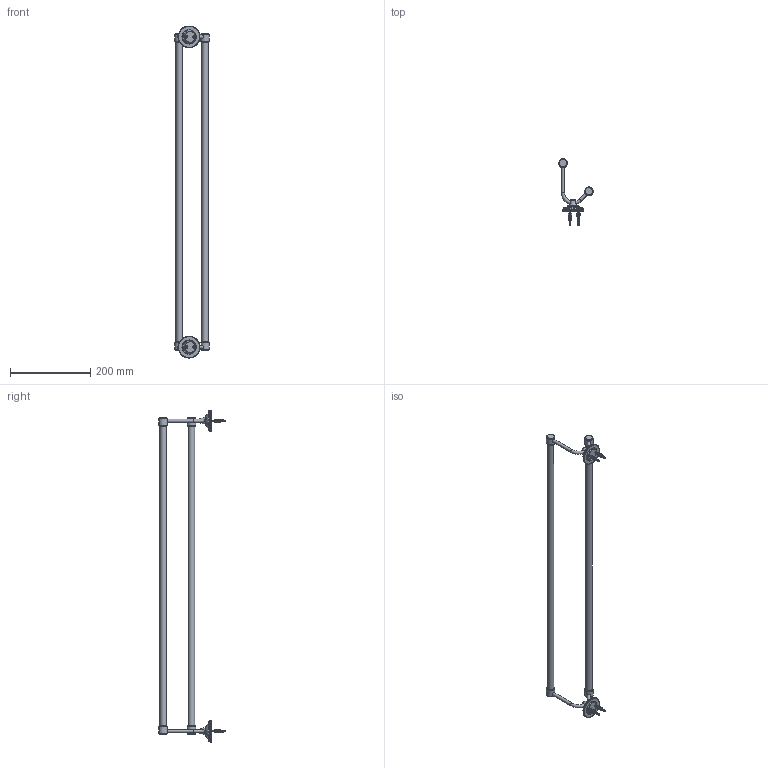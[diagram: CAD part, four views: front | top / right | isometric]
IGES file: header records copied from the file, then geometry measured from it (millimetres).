
Global section: file name: No Iges File Name specified; native system: Autodesk Inventor 2012; preprocessor: AutoDesk Inventor Iges Exporter R2012; author: mblakey; date: 20130311.152139; units: millimetre
Bounding box: 85.36 x 164.83 x 828.19 mm (x, y, z)
Volume: 115231.3 mm3; surface area: 193511.2 mm2
Topology: 22 solids, 22 shells, 2184 faces, 5474 edges, 3338 vertices
Faces by surface type: plane 1284, cone 418, cylinder 276, revolution 156, torus 40, bspline 10
Full cylindrical faces by diameter (mm): 3.92 x4, 4 x2, 7.938 x4, 8.2 x4, 15.875 x2, 18.6 x8, 21 x4, 25 x2, 33.238 x2, 46 x2, 50 x2
